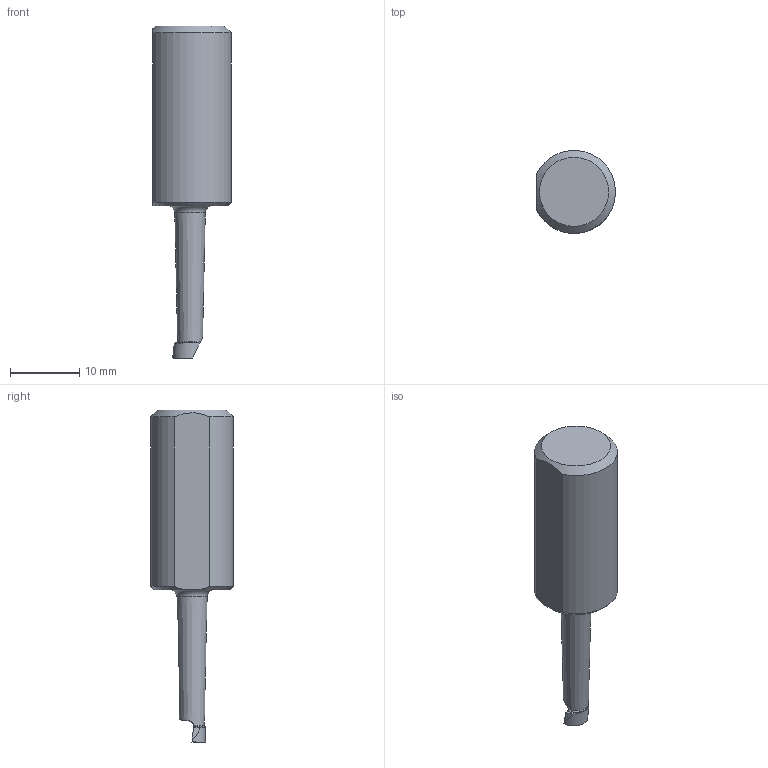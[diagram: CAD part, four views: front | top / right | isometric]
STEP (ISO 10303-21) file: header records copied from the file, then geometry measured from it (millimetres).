
FILE_DESCRIPTION(/* description */ (''),/* implementation_level */ '2;1');
FILE_NAME(/* name */ '1554715061301.stp',/* time_stamp */ '2019-04-08T11:17:58+02:00',/* author */ (''),/* organization */ ('SMS'),/* preprocessor_version */ 'ST-DEVELOPER v15',/* originating_system */ 'SIEMENS PLM Software NX 8.5',/* authorisation */ '');
FILE_SCHEMA (('AUTOMOTIVE_DESIGN { 1 0 10303 214 3 1 1 1 }'));
Length unit declared in the file: millimetre
Products named in the file (1): 111156057mod000_01
Bounding box: 11.38 x 11.95 x 48 mm (x, y, z)
Volume: 3122.5 mm3; surface area: 1430.9 mm2
Topology: 2 solids, 2 shells, 23 faces, 54 edges, 39 vertices
Faces by surface type: plane 11, cone 6, cylinder 4, torus 2
Entity records: 778 total; most frequent: CARTESIAN_POINT 215, DIRECTION 107, ORIENTED_EDGE 96, EDGE_CURVE 48, AXIS2_PLACEMENT_3D 47, VERTEX_POINT 33, EDGE_LOOP 27, ADVANCED_FACE 23
